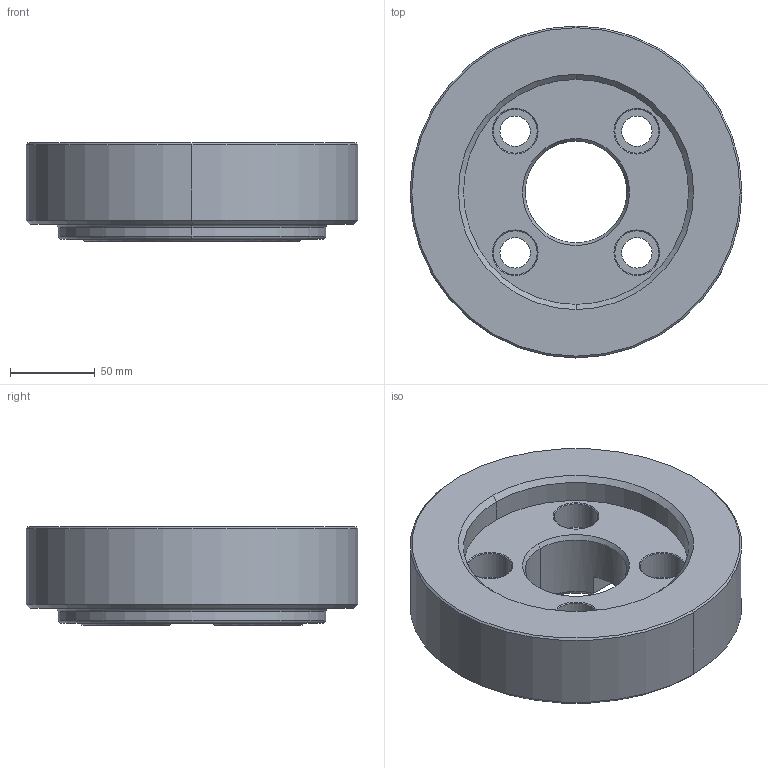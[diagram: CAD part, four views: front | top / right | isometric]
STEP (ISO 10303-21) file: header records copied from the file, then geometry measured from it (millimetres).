
FILE_DESCRIPTION((''),'2;1');
FILE_NAME('4W3A200R00__ASM','2009-12-01T',('rivarolo_pc'),(''),'PRO/ENGINEER BY PARAMETRIC TECHNOLOGY CORPORATION, 2007460','PRO/ENGINEER BY PARAMETRIC TECHNOLOGY CORPORATION, 2007460','');
FILE_SCHEMA(('CONFIG_CONTROL_DESIGN'));
Length unit declared in the file: millimetre
Products named in the file (2): 4W3A200R00_HSG; 4W3A200R00__ASM
Assembly tree (1 placements, depth 2):
  4W3A200R00__ASM
    4W3A200R00_HSG
Bounding box: 196.1 x 196.1 x 58 mm (x, y, z)
Volume: 1205451.5 mm3; surface area: 111155.2 mm2
Topology: 1 solids, 1 shells, 86 faces, 198 edges, 120 vertices
Faces by surface type: cone 30, cylinder 30, plane 20, torus 6
Entity records: 2644 total; most frequent: CARTESIAN_POINT 543, DIRECTION 466, ORIENTED_EDGE 396, EDGE_CURVE 198, AXIS2_PLACEMENT_3D 195, VERTEX_POINT 120, CIRCLE 106, EDGE_LOOP 102
